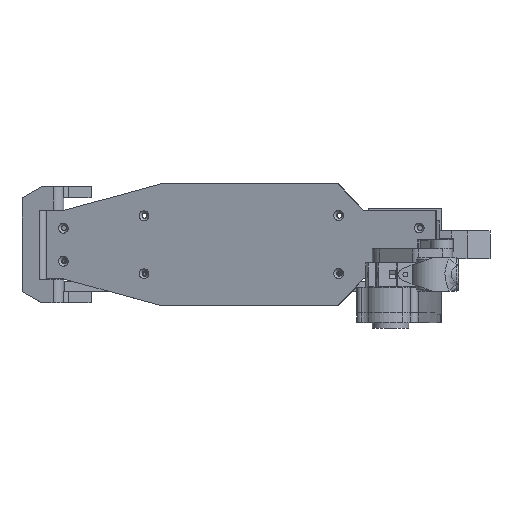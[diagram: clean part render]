
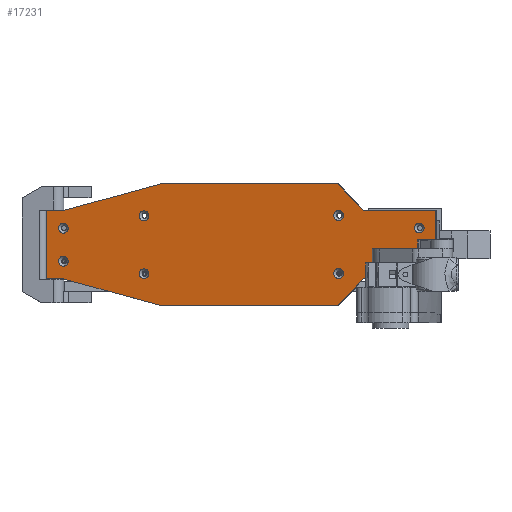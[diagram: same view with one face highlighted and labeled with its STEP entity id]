
A CAD part, top view. The second image highlights one B-rep face of the part: STEP entity #17231.
In plain terms, the highlighted planar face has unit normal (-0.229, 0, 0.974).
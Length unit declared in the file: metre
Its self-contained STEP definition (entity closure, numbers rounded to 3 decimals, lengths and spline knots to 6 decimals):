
#1907=CIRCLE('',#19632,0.00448);
#1908=CIRCLE('',#19633,0.00448);
#1909=CIRCLE('',#19634,0.00448);
#1910=CIRCLE('',#19635,0.00448);
#1911=CIRCLE('',#19636,0.00448);
#1912=CIRCLE('',#19637,0.00448);
#1913=CIRCLE('',#19638,0.00448);
#1914=CIRCLE('',#19639,0.00448);
#6377=ORIENTED_EDGE('',*,*,#9018,.F.);
#6378=ORIENTED_EDGE('',*,*,#9019,.F.);
#6379=ORIENTED_EDGE('',*,*,#9020,.F.);
#6380=ORIENTED_EDGE('',*,*,#9021,.F.);
#6381=ORIENTED_EDGE('',*,*,#9017,.T.);
#6382=ORIENTED_EDGE('',*,*,#9022,.F.);
#6383=ORIENTED_EDGE('',*,*,#9023,.F.);
#6384=ORIENTED_EDGE('',*,*,#9024,.T.);
#6385=ORIENTED_EDGE('',*,*,#9025,.F.);
#6386=ORIENTED_EDGE('',*,*,#9026,.F.);
#6387=ORIENTED_EDGE('',*,*,#9027,.F.);
#6388=ORIENTED_EDGE('',*,*,#9028,.T.);
#6389=ORIENTED_EDGE('',*,*,#8992,.T.);
#6390=ORIENTED_EDGE('',*,*,#8996,.F.);
#6391=ORIENTED_EDGE('',*,*,#8999,.T.);
#6392=ORIENTED_EDGE('',*,*,#9002,.T.);
#6393=ORIENTED_EDGE('',*,*,#9005,.T.);
#6394=ORIENTED_EDGE('',*,*,#9008,.F.);
#6395=ORIENTED_EDGE('',*,*,#9011,.T.);
#6396=ORIENTED_EDGE('',*,*,#9014,.T.);
#6397=ORIENTED_EDGE('',*,*,#9029,.T.);
#6398=ORIENTED_EDGE('',*,*,#9030,.T.);
#6399=ORIENTED_EDGE('',*,*,#9031,.T.);
#6400=ORIENTED_EDGE('',*,*,#9032,.T.);
#8992=EDGE_CURVE('',#10668,#10667,#11811,.T.);
#8996=EDGE_CURVE('',#10670,#10667,#11815,.T.);
#8999=EDGE_CURVE('',#10670,#10672,#11818,.T.);
#9002=EDGE_CURVE('',#10672,#10674,#11821,.T.);
#9005=EDGE_CURVE('',#10674,#10676,#11824,.T.);
#9008=EDGE_CURVE('',#10678,#10676,#11827,.T.);
#9011=EDGE_CURVE('',#10678,#10680,#11830,.T.);
#9014=EDGE_CURVE('',#10680,#10682,#11833,.T.);
#9017=EDGE_CURVE('',#10682,#10684,#11836,.T.);
#9018=EDGE_CURVE('',#10685,#10685,#1907,.T.);
#9019=EDGE_CURVE('',#10686,#10686,#1908,.T.);
#9020=EDGE_CURVE('',#10687,#10687,#1909,.T.);
#9021=EDGE_CURVE('',#10688,#10688,#1910,.T.);
#9022=EDGE_CURVE('',#10689,#10684,#11837,.T.);
#9023=EDGE_CURVE('',#10690,#10689,#11838,.T.);
#9024=EDGE_CURVE('',#10690,#10691,#11839,.T.);
#9025=EDGE_CURVE('',#10692,#10691,#11840,.T.);
#9026=EDGE_CURVE('',#10693,#10692,#11841,.T.);
#9027=EDGE_CURVE('',#10694,#10693,#11842,.T.);
#9028=EDGE_CURVE('',#10694,#10668,#11843,.T.);
#9029=EDGE_CURVE('',#10695,#10695,#1911,.T.);
#9030=EDGE_CURVE('',#10696,#10696,#1912,.T.);
#9031=EDGE_CURVE('',#10697,#10697,#1913,.T.);
#9032=EDGE_CURVE('',#10698,#10698,#1914,.T.);
#10667=VERTEX_POINT('',#30795);
#10668=VERTEX_POINT('',#30797);
#10670=VERTEX_POINT('',#30803);
#10672=VERTEX_POINT('',#30809);
#10674=VERTEX_POINT('',#30815);
#10676=VERTEX_POINT('',#30821);
#10678=VERTEX_POINT('',#30827);
#10680=VERTEX_POINT('',#30833);
#10682=VERTEX_POINT('',#30839);
#10684=VERTEX_POINT('',#30845);
#10685=VERTEX_POINT('',#30849);
#10686=VERTEX_POINT('',#30851);
#10687=VERTEX_POINT('',#30853);
#10688=VERTEX_POINT('',#30855);
#10689=VERTEX_POINT('',#30857);
#10690=VERTEX_POINT('',#30859);
#10691=VERTEX_POINT('',#30861);
#10692=VERTEX_POINT('',#30863);
#10693=VERTEX_POINT('',#30865);
#10694=VERTEX_POINT('',#30867);
#10695=VERTEX_POINT('',#30870);
#10696=VERTEX_POINT('',#30872);
#10697=VERTEX_POINT('',#30874);
#10698=VERTEX_POINT('',#30876);
#11811=LINE('',#30796,#12917);
#11815=LINE('',#30804,#12921);
#11818=LINE('',#30810,#12924);
#11821=LINE('',#30816,#12927);
#11824=LINE('',#30822,#12930);
#11827=LINE('',#30828,#12933);
#11830=LINE('',#30834,#12936);
#11833=LINE('',#30840,#12939);
#11836=LINE('',#30846,#12942);
#11837=LINE('',#30856,#12943);
#11838=LINE('',#30858,#12944);
#11839=LINE('',#30860,#12945);
#11840=LINE('',#30862,#12946);
#11841=LINE('',#30864,#12947);
#11842=LINE('',#30866,#12948);
#11843=LINE('',#30868,#12949);
#12917=VECTOR('',#24934,1.);
#12921=VECTOR('',#24940,1.);
#12924=VECTOR('',#24945,1.);
#12927=VECTOR('',#24950,1.);
#12930=VECTOR('',#24955,1.);
#12933=VECTOR('',#24960,1.);
#12936=VECTOR('',#24965,1.);
#12939=VECTOR('',#24970,1.);
#12942=VECTOR('',#24975,1.);
#12943=VECTOR('',#24986,1.);
#12944=VECTOR('',#24987,1.);
#12945=VECTOR('',#24988,1.);
#12946=VECTOR('',#24989,1.);
#12947=VECTOR('',#24990,1.);
#12948=VECTOR('',#24991,1.);
#12949=VECTOR('',#24992,1.);
#14247=EDGE_LOOP('',(#6377));
#14248=EDGE_LOOP('',(#6378));
#14249=EDGE_LOOP('',(#6379));
#14250=EDGE_LOOP('',(#6380));
#14251=EDGE_LOOP('',(#6381,#6382,#6383,#6384,#6385,#6386,#6387,#6388,#6389,
#6390,#6391,#6392,#6393,#6394,#6395,#6396));
#14252=EDGE_LOOP('',(#6397));
#14253=EDGE_LOOP('',(#6398));
#14254=EDGE_LOOP('',(#6399));
#14255=EDGE_LOOP('',(#6400));
#15661=FACE_BOUND('',#14247,.T.);
#15662=FACE_BOUND('',#14248,.T.);
#15663=FACE_BOUND('',#14249,.T.);
#15664=FACE_BOUND('',#14250,.T.);
#15665=FACE_BOUND('',#14251,.T.);
#15666=FACE_BOUND('',#14252,.T.);
#15667=FACE_BOUND('',#14253,.T.);
#15668=FACE_BOUND('',#14254,.T.);
#15669=FACE_BOUND('',#14255,.T.);
#16243=PLANE('',#19631);
#17231=ADVANCED_FACE('',(#15661,#15662,#15663,#15664,#15665,#15666,#15667,
#15668,#15669),#16243,.T.);
#19631=AXIS2_PLACEMENT_3D('',#30847,#24976,#24977);
#19632=AXIS2_PLACEMENT_3D('',#30848,#24978,#24979);
#19633=AXIS2_PLACEMENT_3D('',#30850,#24980,#24981);
#19634=AXIS2_PLACEMENT_3D('',#30852,#24982,#24983);
#19635=AXIS2_PLACEMENT_3D('',#30854,#24984,#24985);
#19636=AXIS2_PLACEMENT_3D('',#30869,#24993,#24994);
#19637=AXIS2_PLACEMENT_3D('',#30871,#24995,#24996);
#19638=AXIS2_PLACEMENT_3D('',#30873,#24997,#24998);
#19639=AXIS2_PLACEMENT_3D('',#30875,#24999,#25000);
#24934=DIRECTION('',(0.,-1.,0.));
#24940=DIRECTION('',(-0.974,0.,-0.229));
#24945=DIRECTION('',(0.94,-0.259,0.221));
#24950=DIRECTION('',(0.974,0.,0.229));
#24955=DIRECTION('',(0.688,0.707,0.162));
#24960=DIRECTION('',(-0.974,0.,-0.229));
#24965=DIRECTION('',(0.,1.,0.));
#24970=DIRECTION('',(-0.974,0.,-0.229));
#24975=DIRECTION('',(0.,1.,0.));
#24976=DIRECTION('',(-0.229,0.,0.974));
#24977=DIRECTION('',(0.974,0.,0.229));
#24978=DIRECTION('',(-0.229,0.,0.974));
#24979=DIRECTION('',(0.974,0.,0.229));
#24980=DIRECTION('',(-0.229,0.,0.974));
#24981=DIRECTION('',(0.974,0.,0.229));
#24982=DIRECTION('',(-0.229,0.,0.974));
#24983=DIRECTION('',(0.974,0.,0.229));
#24984=DIRECTION('',(-0.229,0.,0.974));
#24985=DIRECTION('',(0.974,0.,0.229));
#24986=DIRECTION('',(-0.974,0.,-0.229));
#24987=DIRECTION('',(0.,-1.,0.));
#24988=DIRECTION('',(-0.974,0.,-0.229));
#24989=DIRECTION('',(0.688,-0.707,0.162));
#24990=DIRECTION('',(0.974,0.,0.229));
#24991=DIRECTION('',(0.94,0.259,0.221));
#24992=DIRECTION('',(-0.974,0.,-0.229));
#24993=DIRECTION('',(0.229,0.,-0.974));
#24994=DIRECTION('',(0.974,0.,0.229));
#24995=DIRECTION('',(0.229,0.,-0.974));
#24996=DIRECTION('',(0.974,0.,0.229));
#24997=DIRECTION('',(0.229,0.,-0.974));
#24998=DIRECTION('',(0.974,0.,0.229));
#24999=DIRECTION('',(0.229,0.,-0.974));
#25000=DIRECTION('',(0.974,0.,0.229));
#30795=CARTESIAN_POINT('',(-0.311303,-0.031,0.016356));
#30796=CARTESIAN_POINT('',(-0.311303,-0.0155,0.016356));
#30797=CARTESIAN_POINT('',(-0.311303,0.031,0.016356));
#30803=CARTESIAN_POINT('',(-0.295726,-0.031,0.020013));
#30804=CARTESIAN_POINT('',(0.161976,-0.031,0.127476));
#30809=CARTESIAN_POINT('',(-0.208528,-0.055,0.040486));
#30810=CARTESIAN_POINT('',(-0.252127,-0.043,0.03025));
#30815=CARTESIAN_POINT('',(-0.048136,-0.055,0.078144));
#30816=CARTESIAN_POINT('',(-0.128332,-0.055,0.059315));
#30821=CARTESIAN_POINT('',(-0.024771,-0.031,0.08363));
#30822=CARTESIAN_POINT('',(-0.036453,-0.043,0.080887));
#30827=CARTESIAN_POINT('',(0.041114,-0.031,0.099099));
#30828=CARTESIAN_POINT('',(0.161976,-0.031,0.127476));
#30833=CARTESIAN_POINT('',(0.041114,-0.0043,0.099099));
#30834=CARTESIAN_POINT('',(0.041114,-0.01765,0.099099));
#30839=CARTESIAN_POINT('',(0.024564,-0.0043,0.095213));
#30840=CARTESIAN_POINT('',(0.032839,-0.0043,0.097156));
#30845=CARTESIAN_POINT('',(0.024564,0.0043,0.095213));
#30846=CARTESIAN_POINT('',(0.024564,-0.00215,0.095213));
#30847=CARTESIAN_POINT('',(-0.135094,-0.0275,0.057727));
#30848=CARTESIAN_POINT('',(-0.04699,-0.026238,0.078413));
#30849=CARTESIAN_POINT('',(-0.042629,-0.026238,0.079437));
#30850=CARTESIAN_POINT('',(-0.223199,-0.026238,0.037042));
#30851=CARTESIAN_POINT('',(-0.218837,-0.026238,0.038066));
#30852=CARTESIAN_POINT('',(-0.296213,-0.014975,0.019899));
#30853=CARTESIAN_POINT('',(-0.291852,-0.014975,0.020923));
#30854=CARTESIAN_POINT('',(0.026024,-0.014975,0.095556));
#30855=CARTESIAN_POINT('',(0.030386,-0.014975,0.09658));
#30856=CARTESIAN_POINT('',(0.032839,0.0043,0.097156));
#30857=CARTESIAN_POINT('',(0.041114,0.0043,0.099099));
#30858=CARTESIAN_POINT('',(0.041114,0.01765,0.099099));
#30859=CARTESIAN_POINT('',(0.041114,0.031,0.099099));
#30860=CARTESIAN_POINT('',(0.161976,0.031,0.127476));
#30861=CARTESIAN_POINT('',(-0.024771,0.031,0.08363));
#30862=CARTESIAN_POINT('',(-0.036453,0.043,0.080887));
#30863=CARTESIAN_POINT('',(-0.048136,0.055,0.078144));
#30864=CARTESIAN_POINT('',(-0.128332,0.055,0.059315));
#30865=CARTESIAN_POINT('',(-0.208528,0.055,0.040486));
#30866=CARTESIAN_POINT('',(-0.252127,0.043,0.03025));
#30867=CARTESIAN_POINT('',(-0.295726,0.031,0.020013));
#30868=CARTESIAN_POINT('',(0.161976,0.031,0.127476));
#30869=CARTESIAN_POINT('',(-0.04699,0.026238,0.078413));
#30870=CARTESIAN_POINT('',(-0.042629,0.026238,0.079437));
#30871=CARTESIAN_POINT('',(-0.223199,0.026238,0.037042));
#30872=CARTESIAN_POINT('',(-0.218837,0.026238,0.038066));
#30873=CARTESIAN_POINT('',(-0.296213,0.014975,0.019899));
#30874=CARTESIAN_POINT('',(-0.291852,0.014975,0.020923));
#30875=CARTESIAN_POINT('',(0.026024,0.014975,0.095556));
#30876=CARTESIAN_POINT('',(0.030386,0.014975,0.09658));
